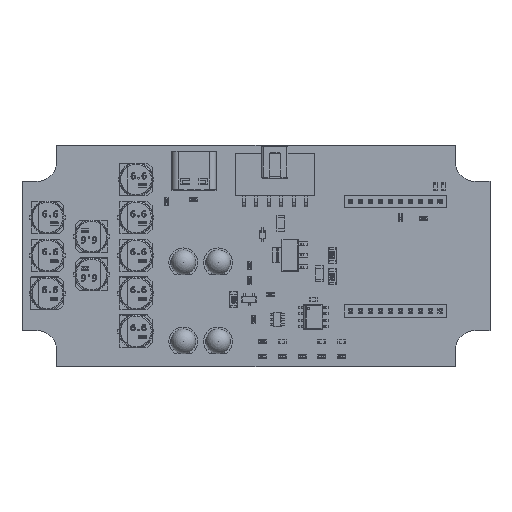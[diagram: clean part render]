
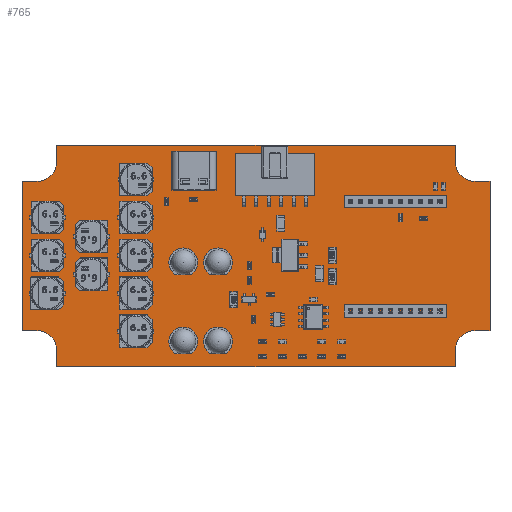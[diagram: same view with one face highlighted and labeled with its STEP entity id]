
A CAD part, top view. The second image highlights one B-rep face of the part: STEP entity #765.
In plain terms, the highlighted planar face has unit normal (0, 0, 1).
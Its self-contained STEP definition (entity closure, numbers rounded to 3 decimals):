
#244 = VERTEX_POINT('',#245);
#245 = CARTESIAN_POINT('',(0.,7.25,1.641));
#251 = EDGE_CURVE('',#244,#252,#254,.T.);
#252 = VERTEX_POINT('',#253);
#253 = CARTESIAN_POINT('',(3.,7.25,1.641));
#254 = LINE('',#255,#256);
#255 = CARTESIAN_POINT('',(0.,7.25,1.641));
#256 = VECTOR('',#257,1.);
#257 = DIRECTION('',(1.,0.,0.));
#282 = EDGE_CURVE('',#252,#283,#285,.T.);
#283 = VERTEX_POINT('',#284);
#284 = CARTESIAN_POINT('',(7.,3.25,1.641));
#285 = CIRCLE('',#286,4.001);
#286 = AXIS2_PLACEMENT_3D('',#287,#288,#289);
#287 = CARTESIAN_POINT('',(2.999,3.249,1.641));
#288 = DIRECTION('',(0.,0.,-1.));
#289 = DIRECTION('',(0.,1.,0.));
#315 = EDGE_CURVE('',#283,#316,#318,.T.);
#316 = VERTEX_POINT('',#317);
#317 = CARTESIAN_POINT('',(7.,0.,1.641));
#318 = LINE('',#319,#320);
#319 = CARTESIAN_POINT('',(7.,3.25,1.641));
#320 = VECTOR('',#321,1.);
#321 = DIRECTION('',(0.,-1.,0.));
#346 = EDGE_CURVE('',#316,#347,#349,.T.);
#347 = VERTEX_POINT('',#348);
#348 = CARTESIAN_POINT('',(87.,0.,1.641));
#349 = LINE('',#350,#351);
#350 = CARTESIAN_POINT('',(7.,0.,1.641));
#351 = VECTOR('',#352,1.);
#352 = DIRECTION('',(1.,0.,0.));
#377 = EDGE_CURVE('',#347,#378,#380,.T.);
#378 = VERTEX_POINT('',#379);
#379 = CARTESIAN_POINT('',(87.,3.25,1.641));
#380 = LINE('',#381,#382);
#381 = CARTESIAN_POINT('',(87.,0.,1.641));
#382 = VECTOR('',#383,1.);
#383 = DIRECTION('',(0.,1.,0.));
#408 = EDGE_CURVE('',#378,#409,#411,.T.);
#409 = VERTEX_POINT('',#410);
#410 = CARTESIAN_POINT('',(91.,7.25,1.641));
#411 = CIRCLE('',#412,4.001);
#412 = AXIS2_PLACEMENT_3D('',#413,#414,#415);
#413 = CARTESIAN_POINT('',(91.001,3.249,1.641));
#414 = DIRECTION('',(0.,0.,-1.));
#415 = DIRECTION('',(-1.,0.,0.));
#441 = EDGE_CURVE('',#409,#442,#444,.T.);
#442 = VERTEX_POINT('',#443);
#443 = CARTESIAN_POINT('',(94.,7.25,1.641));
#444 = LINE('',#445,#446);
#445 = CARTESIAN_POINT('',(91.,7.25,1.641));
#446 = VECTOR('',#447,1.);
#447 = DIRECTION('',(1.,0.,0.));
#472 = EDGE_CURVE('',#442,#473,#475,.T.);
#473 = VERTEX_POINT('',#474);
#474 = CARTESIAN_POINT('',(94.,37.25,1.641));
#475 = LINE('',#476,#477);
#476 = CARTESIAN_POINT('',(94.,7.25,1.641));
#477 = VECTOR('',#478,1.);
#478 = DIRECTION('',(0.,1.,0.));
#503 = EDGE_CURVE('',#473,#504,#506,.T.);
#504 = VERTEX_POINT('',#505);
#505 = CARTESIAN_POINT('',(91.,37.25,1.641));
#506 = LINE('',#507,#508);
#507 = CARTESIAN_POINT('',(94.,37.25,1.641));
#508 = VECTOR('',#509,1.);
#509 = DIRECTION('',(-1.,0.,0.));
#534 = EDGE_CURVE('',#504,#535,#537,.T.);
#535 = VERTEX_POINT('',#536);
#536 = CARTESIAN_POINT('',(87.,41.25,1.641));
#537 = CIRCLE('',#538,4.001);
#538 = AXIS2_PLACEMENT_3D('',#539,#540,#541);
#539 = CARTESIAN_POINT('',(91.001,41.251,1.641));
#540 = DIRECTION('',(0.,0.,-1.));
#541 = DIRECTION('',(0.,-1.,-0.));
#567 = EDGE_CURVE('',#535,#568,#570,.T.);
#568 = VERTEX_POINT('',#569);
#569 = CARTESIAN_POINT('',(87.,44.5,1.641));
#570 = LINE('',#571,#572);
#571 = CARTESIAN_POINT('',(87.,41.25,1.641));
#572 = VECTOR('',#573,1.);
#573 = DIRECTION('',(0.,1.,0.));
#598 = EDGE_CURVE('',#568,#599,#601,.T.);
#599 = VERTEX_POINT('',#600);
#600 = CARTESIAN_POINT('',(7.,44.5,1.641));
#601 = LINE('',#602,#603);
#602 = CARTESIAN_POINT('',(87.,44.5,1.641));
#603 = VECTOR('',#604,1.);
#604 = DIRECTION('',(-1.,0.,0.));
#629 = EDGE_CURVE('',#599,#630,#632,.T.);
#630 = VERTEX_POINT('',#631);
#631 = CARTESIAN_POINT('',(7.,41.25,1.641));
#632 = LINE('',#633,#634);
#633 = CARTESIAN_POINT('',(7.,44.5,1.641));
#634 = VECTOR('',#635,1.);
#635 = DIRECTION('',(0.,-1.,0.));
#660 = EDGE_CURVE('',#630,#661,#663,.T.);
#661 = VERTEX_POINT('',#662);
#662 = CARTESIAN_POINT('',(3.,37.25,1.641));
#663 = CIRCLE('',#664,4.001);
#664 = AXIS2_PLACEMENT_3D('',#665,#666,#667);
#665 = CARTESIAN_POINT('',(2.999,41.251,1.641));
#666 = DIRECTION('',(0.,0.,-1.));
#667 = DIRECTION('',(1.,0.,0.));
#693 = EDGE_CURVE('',#661,#694,#696,.T.);
#694 = VERTEX_POINT('',#695);
#695 = CARTESIAN_POINT('',(0.,37.25,1.641));
#696 = LINE('',#697,#698);
#697 = CARTESIAN_POINT('',(3.,37.25,1.641));
#698 = VECTOR('',#699,1.);
#699 = DIRECTION('',(-1.,0.,0.));
#724 = EDGE_CURVE('',#694,#244,#725,.T.);
#725 = LINE('',#726,#727);
#726 = CARTESIAN_POINT('',(0.,37.25,1.641));
#727 = VECTOR('',#728,1.);
#728 = DIRECTION('',(0.,-1.,0.));
#765 = ADVANCED_FACE('',(#766),#784,.T.);
#766 = FACE_BOUND('',#767,.T.);
#767 = EDGE_LOOP('',(#768,#769,#770,#771,#772,#773,#774,#775,#776,#777,
    #778,#779,#780,#781,#782,#783));
#768 = ORIENTED_EDGE('',*,*,#251,.T.);
#769 = ORIENTED_EDGE('',*,*,#282,.T.);
#770 = ORIENTED_EDGE('',*,*,#315,.T.);
#771 = ORIENTED_EDGE('',*,*,#346,.T.);
#772 = ORIENTED_EDGE('',*,*,#377,.T.);
#773 = ORIENTED_EDGE('',*,*,#408,.T.);
#774 = ORIENTED_EDGE('',*,*,#441,.T.);
#775 = ORIENTED_EDGE('',*,*,#472,.T.);
#776 = ORIENTED_EDGE('',*,*,#503,.T.);
#777 = ORIENTED_EDGE('',*,*,#534,.T.);
#778 = ORIENTED_EDGE('',*,*,#567,.T.);
#779 = ORIENTED_EDGE('',*,*,#598,.T.);
#780 = ORIENTED_EDGE('',*,*,#629,.T.);
#781 = ORIENTED_EDGE('',*,*,#660,.T.);
#782 = ORIENTED_EDGE('',*,*,#693,.T.);
#783 = ORIENTED_EDGE('',*,*,#724,.T.);
#784 = PLANE('',#785);
#785 = AXIS2_PLACEMENT_3D('',#786,#787,#788);
#786 = CARTESIAN_POINT('',(47.,22.25,1.641));
#787 = DIRECTION('',(0.,0.,1.));
#788 = DIRECTION('',(1.,0.,-0.));
